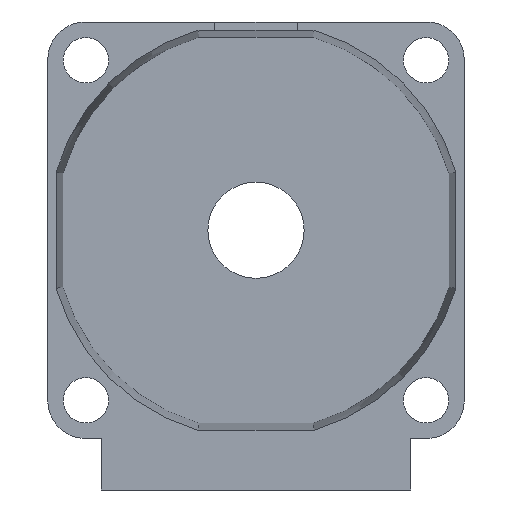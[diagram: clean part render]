
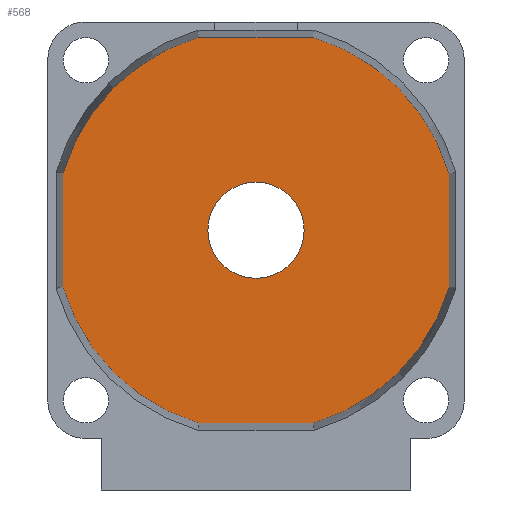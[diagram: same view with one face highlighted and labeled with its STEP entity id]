
A CAD part, left-side view. The second image highlights one B-rep face of the part: STEP entity #568.
In plain terms, the highlighted planar face has unit normal (-1, 0, 0).
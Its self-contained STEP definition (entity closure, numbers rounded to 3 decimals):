
#3=CARTESIAN_POINT('POINT2501',(28.7,0.,
   -7.));
#4=VERTEX_POINT('VERTEX2501',#3);
#20=CARTESIAN_POINT('POINT2503',(28.7,0.,
   7.));
#21=VERTEX_POINT('VERTEX2503',#20);
#28=CARTESIAN_POINT('POS4179',(28.7,0.,0.)
   );
#29=DIRECTION('DIR6094',(1.,0.,0.));
#30=DIRECTION('DIR6095',(0.,0.,-1.));
#31=AXIS2_PLACEMENT_3D('AXIS1916',#28,#29,#30);
#32=CIRCLE('ELLIPSE730',#31,7.);
#33=EDGE_CURVE('EDGE3973',#4,#21,#32,.T.);
#44=EDGE_CURVE('EDGE3974',#21,#4,#32,.T.);
#489=ORIENTED_EDGE('COEDGE8001',*,*,#44,.T.);
#490=ORIENTED_EDGE('COEDGE8002',*,*,#33,.T.);
#491=EDGE_LOOP('NONE',(#489,#490));
#492=FACE_BOUND('LOOP1',#491,.T.);
#493=CARTESIAN_POINT('POINT2540',(28.7,8.299,
   -28.098));
#494=VERTEX_POINT('VERTEX2540',#493);
#495=CARTESIAN_POINT('POINT2541',(28.7,-8.299,
   -28.098));
#496=VERTEX_POINT('VERTEX2541',#495);
#497=CARTESIAN_POINT('POS4235',(28.7,-8.443,
   -28.098));
#498=DIRECTION('DIR6169',(0.,-1.,0.));
#499=VECTOR('VEC2301',#498,1.);
#500=LINE('STRAIGHT2301',#497,#499);
#501=EDGE_CURVE('EDGE4019',#494,#496,#500,.T.);
#502=ORIENTED_EDGE('COEDGE8003',*,*,#501,.T.);
#503=CARTESIAN_POINT('POINT2542',(28.7,-28.098,
   -8.299));
#504=VERTEX_POINT('VERTEX2542',#503);
#505=CARTESIAN_POINT('POS4236',(28.7,0.,
   0.));
#506=DIRECTION('DIR6170',(-1.,0.,
   0.));
#507=DIRECTION('DIR6171',(0.,-0.96,
   -0.279));
#508=AXIS2_PLACEMENT_3D('AXIS1935',#505,#506,#507);
#509=CIRCLE('ELLIPSE737',#508,29.298);
#510=EDGE_CURVE('EDGE4020',#496,#504,#509,.T.);
#511=ORIENTED_EDGE('COEDGE8004',*,*,#510,.T.);
#512=CARTESIAN_POINT('POINT2543',(28.7,-28.098,
   8.299));
#513=VERTEX_POINT('VERTEX2543',#512);
#514=CARTESIAN_POINT('POS4237',(28.7,-28.098,
   8.443));
#515=DIRECTION('DIR6172',(0.,0.,1.));
#516=VECTOR('VEC2302',#515,1.);
#517=LINE('STRAIGHT2302',#514,#516);
#518=EDGE_CURVE('EDGE4021',#504,#513,#517,.T.);
#519=ORIENTED_EDGE('COEDGE8005',*,*,#518,.T.);
#520=CARTESIAN_POINT('POINT2544',(28.7,-8.299,
   28.098));
#521=VERTEX_POINT('VERTEX2544',#520);
#522=CARTESIAN_POINT('POS4238',(28.7,0.,
   0.));
#523=DIRECTION('DIR6173',(-1.,0.,
   0.));
#524=DIRECTION('DIR6174',(0.,-0.279,
   0.96));
#525=AXIS2_PLACEMENT_3D('AXIS1936',#522,#523,#524);
#526=CIRCLE('ELLIPSE738',#525,29.298);
#527=EDGE_CURVE('EDGE4022',#513,#521,#526,.T.);
#528=ORIENTED_EDGE('COEDGE8006',*,*,#527,.T.);
#529=CARTESIAN_POINT('POINT2545',(28.7,8.299,
   28.098));
#530=VERTEX_POINT('VERTEX2545',#529);
#531=CARTESIAN_POINT('POS4239',(28.7,8.443,
   28.098));
#532=DIRECTION('DIR6175',(0.,1.,
   0.));
#533=VECTOR('VEC2303',#532,1.);
#534=LINE('STRAIGHT2303',#531,#533);
#535=EDGE_CURVE('EDGE4023',#521,#530,#534,.T.);
#536=ORIENTED_EDGE('COEDGE8007',*,*,#535,.T.);
#537=CARTESIAN_POINT('POINT2546',(28.7,28.098,
   8.299));
#538=VERTEX_POINT('VERTEX2546',#537);
#539=CARTESIAN_POINT('POS4240',(28.7,0.,
   0.));
#540=DIRECTION('DIR6176',(-1.,0.,
   0.));
#541=DIRECTION('DIR6177',(0.,0.96,
   0.279));
#542=AXIS2_PLACEMENT_3D('AXIS1937',#539,#540,#541);
#543=CIRCLE('ELLIPSE739',#542,29.298);
#544=EDGE_CURVE('EDGE4024',#530,#538,#543,.T.);
#545=ORIENTED_EDGE('COEDGE8008',*,*,#544,.T.);
#546=CARTESIAN_POINT('POINT2547',(28.7,28.098,
   -8.299));
#547=VERTEX_POINT('VERTEX2547',#546);
#548=CARTESIAN_POINT('POS4241',(28.7,28.098,
   -8.443));
#549=DIRECTION('DIR6178',(0.,0.,
   -1.));
#550=VECTOR('VEC2304',#549,1.);
#551=LINE('STRAIGHT2304',#548,#550);
#552=EDGE_CURVE('EDGE4025',#538,#547,#551,.T.);
#553=ORIENTED_EDGE('COEDGE8009',*,*,#552,.T.);
#554=CARTESIAN_POINT('POS4242',(28.7,0.,
   0.));
#555=DIRECTION('DIR6179',(-1.,0.,
   0.));
#556=DIRECTION('DIR6180',(0.,0.279,
   -0.96));
#557=AXIS2_PLACEMENT_3D('AXIS1938',#554,#555,#556);
#558=CIRCLE('ELLIPSE740',#557,29.298);
#559=EDGE_CURVE('EDGE4026',#547,#494,#558,.T.);
#560=ORIENTED_EDGE('COEDGE8010',*,*,#559,.T.);
#561=EDGE_LOOP('NONE',(#502,#511,#519,#528,#536,#545,#553,#560));
#562=FACE_BOUND('LOOP1',#561,.T.);
#563=CARTESIAN_POINT('POS4243',(28.7,0.,
   0.));
#564=DIRECTION('DIR6181',(1.,0.,0.));
#565=DIRECTION('DIR6182',(0.,1.,0.));
#566=AXIS2_PLACEMENT_3D('AXIS1939',#563,#564,#565);
#567=PLANE('PLANE858',#566);
#568=ADVANCED_FACE('FACE1646',(#492,#562),#567,.F.);
